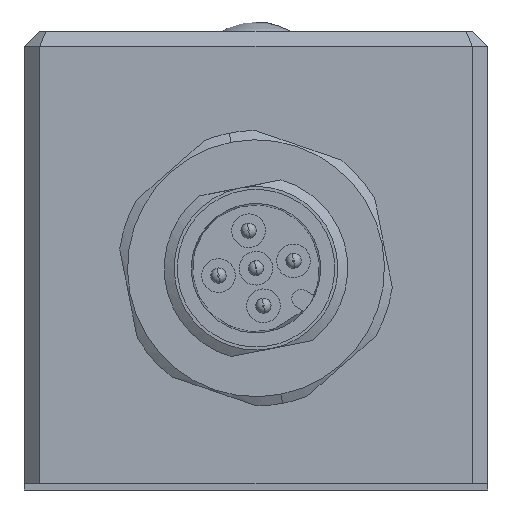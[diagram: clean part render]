
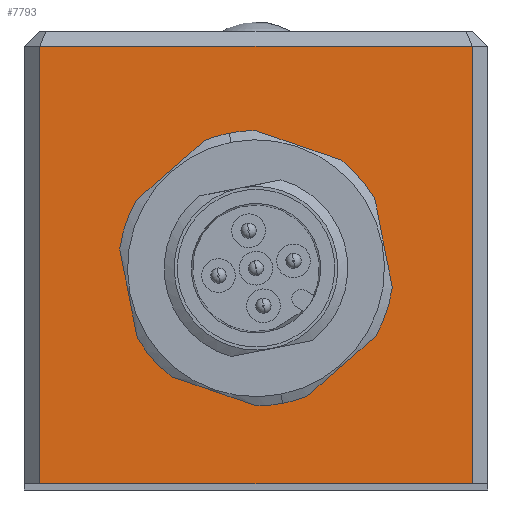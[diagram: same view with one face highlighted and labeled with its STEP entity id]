
A CAD part, front view. The second image highlights one B-rep face of the part: STEP entity #7793.
In plain terms, the highlighted planar face has unit normal (0, -1, 0).
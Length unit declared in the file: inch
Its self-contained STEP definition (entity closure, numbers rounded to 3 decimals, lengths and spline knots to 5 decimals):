
#465 = VERTEX_POINT ( 'NONE', #743 ) ;
#700 = ORIENTED_EDGE ( 'NONE', *, *, #2993, .F. ) ;
#743 = CARTESIAN_POINT ( 'NONE',  ( 0.55709, -2.1063, 0.01575 ) ) ;
#759 = VERTEX_POINT ( 'NONE', #6436 ) ;
#1230 = EDGE_CURVE ( 'NONE', #759, #7613, #2593, .T. ) ;
#1346 = EDGE_LOOP ( 'NONE', ( #7615, #3722, #3189, #700 ) ) ;
#1482 = CIRCLE ( 'NONE', #8173, 0.31496 ) ;
#1716 = ORIENTED_EDGE ( 'NONE', *, *, #7974, .T. ) ;
#1986 = CARTESIAN_POINT ( 'NONE',  ( -0.31496, -2.1063, 0.57087 ) ) ;
#2316 = VECTOR ( 'NONE', #12876, 39.37008 ) ;
#2587 = ORIENTED_EDGE ( 'NONE', *, *, #6358, .T. ) ;
#2593 = LINE ( 'NONE', #7317, #9868 ) ;
#2694 = DIRECTION ( 'NONE',  ( 0., 1., 0. ) ) ;
#2926 = LINE ( 'NONE', #12727, #6783 ) ;
#2993 = EDGE_CURVE ( 'NONE', #8452, #759, #2926, .T. ) ;
#3152 = DIRECTION ( 'NONE',  ( 1., 0., 0. ) ) ;
#3189 = ORIENTED_EDGE ( 'NONE', *, *, #1230, .F. ) ;
#3424 = DIRECTION ( 'NONE',  ( 0., -1., 0. ) ) ;
#3467 = CARTESIAN_POINT ( 'NONE',  ( 0.55709, -2.1063, 0. ) ) ;
#3486 = EDGE_LOOP ( 'NONE', ( #2587, #1716 ) ) ;
#3594 = LINE ( 'NONE', #11113, #7164 ) ;
#3722 = ORIENTED_EDGE ( 'NONE', *, *, #8909, .T. ) ;
#4769 = CARTESIAN_POINT ( 'NONE',  ( 0., -2.1063, 0.57087 ) ) ;
#4982 = AXIS2_PLACEMENT_3D ( 'NONE', #4769, #2694, #11977 ) ;
#5001 = DIRECTION ( 'NONE',  ( 1., 0., 0. ) ) ;
#5133 = FACE_OUTER_BOUND ( 'NONE', #1346, .T. ) ;
#5412 = DIRECTION ( 'NONE',  ( 0., 1., 0. ) ) ;
#5746 = AXIS2_PLACEMENT_3D ( 'NONE', #3467, #3424, #9755 ) ;
#6358 = EDGE_CURVE ( 'NONE', #6752, #8768, #1482, .T. ) ;
#6418 = FACE_BOUND ( 'NONE', #3486, .T. ) ;
#6434 = CARTESIAN_POINT ( 'NONE',  ( 0.55709, -2.1063, 1.14173 ) ) ;
#6436 = CARTESIAN_POINT ( 'NONE',  ( -0.55709, -2.1063, 1.14173 ) ) ;
#6530 = PLANE ( 'NONE',  #5746 ) ;
#6752 = VERTEX_POINT ( 'NONE', #7117 ) ;
#6783 = VECTOR ( 'NONE', #12594, 39.37008 ) ;
#7117 = CARTESIAN_POINT ( 'NONE',  ( 0.31496, -2.1063, 0.57087 ) ) ;
#7164 = VECTOR ( 'NONE', #5001, 39.37008 ) ;
#7182 = DIRECTION ( 'NONE',  ( 1., 0., 0. ) ) ;
#7317 = CARTESIAN_POINT ( 'NONE',  ( -0.55709, -2.1063, 1.14173 ) ) ;
#7613 = VERTEX_POINT ( 'NONE', #6434 ) ;
#7615 = ORIENTED_EDGE ( 'NONE', *, *, #9089, .T. ) ;
#7793 = ADVANCED_FACE ( 'NONE', ( #6418, #5133 ), #6530, .T. ) ;
#7824 = CARTESIAN_POINT ( 'NONE',  ( 0.55709, -2.1063, 0.01575 ) ) ;
#7974 = EDGE_CURVE ( 'NONE', #8768, #6752, #11082, .T. ) ;
#8173 = AXIS2_PLACEMENT_3D ( 'NONE', #12530, #5412, #3152 ) ;
#8452 = VERTEX_POINT ( 'NONE', #12013 ) ;
#8768 = VERTEX_POINT ( 'NONE', #1986 ) ;
#8909 = EDGE_CURVE ( 'NONE', #465, #7613, #12649, .T. ) ;
#9089 = EDGE_CURVE ( 'NONE', #8452, #465, #3594, .T. ) ;
#9755 = DIRECTION ( 'NONE',  ( 0., 0., -1. ) ) ;
#9868 = VECTOR ( 'NONE', #7182, 39.37008 ) ;
#11082 = CIRCLE ( 'NONE', #4982, 0.31496 ) ;
#11113 = CARTESIAN_POINT ( 'NONE',  ( -0.55709, -2.1063, 0.01575 ) ) ;
#11977 = DIRECTION ( 'NONE',  ( 1., 0., 0. ) ) ;
#12013 = CARTESIAN_POINT ( 'NONE',  ( -0.55709, -2.1063, 0.01575 ) ) ;
#12530 = CARTESIAN_POINT ( 'NONE',  ( 0., -2.1063, 0.57087 ) ) ;
#12594 = DIRECTION ( 'NONE',  ( 0., 0., 1. ) ) ;
#12649 = LINE ( 'NONE', #7824, #2316 ) ;
#12727 = CARTESIAN_POINT ( 'NONE',  ( -0.55709, -2.1063, 0.01575 ) ) ;
#12876 = DIRECTION ( 'NONE',  ( 0., 0., 1. ) ) ;
